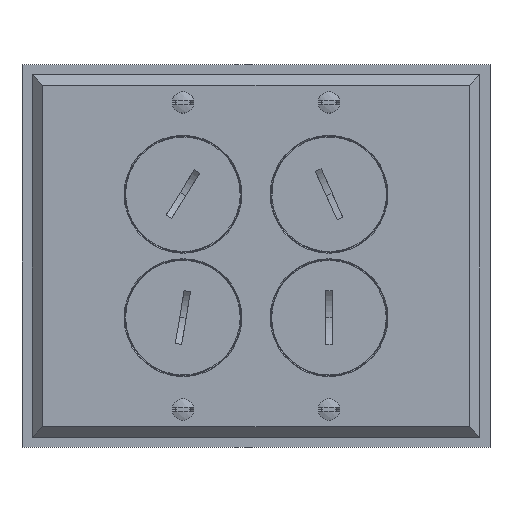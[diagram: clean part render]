
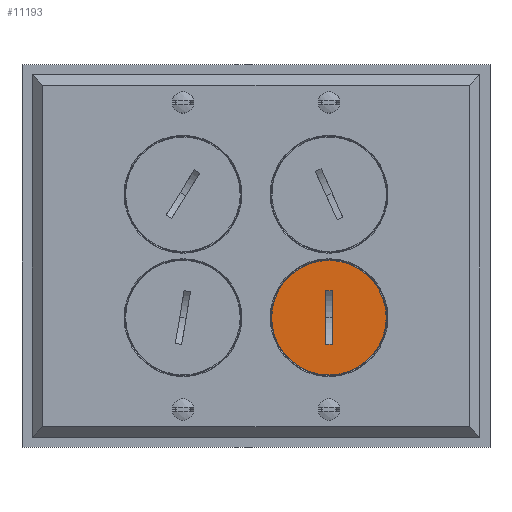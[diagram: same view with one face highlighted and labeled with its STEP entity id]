
A CAD part, top view. The second image highlights one B-rep face of the part: STEP entity #11193.
In plain terms, the highlighted planar face has unit normal (0, 0, 1).
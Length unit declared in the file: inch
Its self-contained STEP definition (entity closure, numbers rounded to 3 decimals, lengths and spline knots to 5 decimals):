
#1035 = CARTESIAN_POINT ( 'NONE',  ( 3.04172, 0.65832, 5.20007 ) ) ;
#2621 = VERTEX_POINT ( 'NONE', #26287 ) ;
#2978 = DIRECTION ( 'NONE',  ( 0., 0., -1. ) ) ;
#4001 = CARTESIAN_POINT ( 'NONE',  ( 2.96172, 1.72285, 5.20007 ) ) ;
#5150 = EDGE_LOOP ( 'NONE', ( #32298, #28959, #29850, #31126 ) ) ;
#5183 = VERTEX_POINT ( 'NONE', #32193 ) ;
#6603 = DIRECTION ( 'NONE',  ( 0., 1., 0. ) ) ;
#7211 = VERTEX_POINT ( 'NONE', #42367 ) ;
#7997 = FACE_OUTER_BOUND ( 'NONE', #8655, .T. ) ;
#8655 = EDGE_LOOP ( 'NONE', ( #9567, #34831 ) ) ;
#9567 = ORIENTED_EDGE ( 'NONE', *, *, #39656, .F. ) ;
#10303 = DIRECTION ( 'NONE',  ( -1., 0., 0. ) ) ;
#11193 = ADVANCED_FACE ( 'NONE', ( #7997, #36089 ), #18144, .F. ) ;
#11659 = CARTESIAN_POINT ( 'NONE',  ( 3.00172, 0.68113, 5.20007 ) ) ;
#12331 = VERTEX_POINT ( 'NONE', #4001 ) ;
#12935 = DIRECTION ( 'NONE',  ( 0., 1., 0. ) ) ;
#16880 = VECTOR ( 'NONE', #10303, 39.37008 ) ;
#17166 = VERTEX_POINT ( 'NONE', #19020 ) ;
#17841 = LINE ( 'NONE', #1035, #35032 ) ;
#18144 = PLANE ( 'NONE',  #19283 ) ;
#18835 = DIRECTION ( 'NONE',  ( 0., 0., -1. ) ) ;
#18985 = LINE ( 'NONE', #33019, #37753 ) ;
#19020 = CARTESIAN_POINT ( 'NONE',  ( 2.96172, 1.06141, 5.20007 ) ) ;
#19283 = AXIS2_PLACEMENT_3D ( 'NONE', #28526, #18835, #43440 ) ;
#20115 = LINE ( 'NONE', #27923, #41837 ) ;
#20327 = DIRECTION ( 'NONE',  ( 1., 0., 0. ) ) ;
#22779 = EDGE_CURVE ( 'NONE', #2621, #7211, #17841, .T. ) ;
#23161 = DIRECTION ( 'NONE',  ( 0., -1., 0. ) ) ;
#24154 = CARTESIAN_POINT ( 'NONE',  ( 3.00172, 1.39213, 5.20007 ) ) ;
#24207 = CARTESIAN_POINT ( 'NONE',  ( 3.00172, 1.39213, 5.20007 ) ) ;
#26287 = CARTESIAN_POINT ( 'NONE',  ( 3.04172, 1.06141, 5.20007 ) ) ;
#27923 = CARTESIAN_POINT ( 'NONE',  ( 3.73654, 1.06141, 5.20007 ) ) ;
#28074 = LINE ( 'NONE', #31048, #16880 ) ;
#28526 = CARTESIAN_POINT ( 'NONE',  ( 3.73654, 0.65832, 5.20007 ) ) ;
#28765 = AXIS2_PLACEMENT_3D ( 'NONE', #24154, #2978, #6603 ) ;
#28959 = ORIENTED_EDGE ( 'NONE', *, *, #38755, .F. ) ;
#29850 = ORIENTED_EDGE ( 'NONE', *, *, #22779, .F. ) ;
#31048 = CARTESIAN_POINT ( 'NONE',  ( 3.73654, 1.72285, 5.20007 ) ) ;
#31070 = VERTEX_POINT ( 'NONE', #11659 ) ;
#31126 = ORIENTED_EDGE ( 'NONE', *, *, #37126, .F. ) ;
#31894 = DIRECTION ( 'NONE',  ( 0., 1., 0. ) ) ;
#32193 = CARTESIAN_POINT ( 'NONE',  ( 3.00172, 2.10313, 5.20007 ) ) ;
#32298 = ORIENTED_EDGE ( 'NONE', *, *, #33108, .F. ) ;
#33019 = CARTESIAN_POINT ( 'NONE',  ( 2.96172, 0.65832, 5.20007 ) ) ;
#33108 = EDGE_CURVE ( 'NONE', #12331, #17166, #18985, .T. ) ;
#33153 = CIRCLE ( 'NONE', #28765, 0.711 ) ;
#33664 = AXIS2_PLACEMENT_3D ( 'NONE', #24207, #37803, #12935 ) ;
#34831 = ORIENTED_EDGE ( 'NONE', *, *, #44205, .F. ) ;
#35032 = VECTOR ( 'NONE', #31894, 39.37008 ) ;
#36089 = FACE_BOUND ( 'NONE', #5150, .T. ) ;
#37126 = EDGE_CURVE ( 'NONE', #17166, #2621, #20115, .T. ) ;
#37753 = VECTOR ( 'NONE', #23161, 39.37008 ) ;
#37803 = DIRECTION ( 'NONE',  ( 0., 0., -1. ) ) ;
#38755 = EDGE_CURVE ( 'NONE', #7211, #12331, #28074, .T. ) ;
#38811 = CIRCLE ( 'NONE', #33664, 0.711 ) ;
#39656 = EDGE_CURVE ( 'NONE', #5183, #31070, #33153, .T. ) ;
#41837 = VECTOR ( 'NONE', #20327, 39.37008 ) ;
#42367 = CARTESIAN_POINT ( 'NONE',  ( 3.04172, 1.72285, 5.20007 ) ) ;
#43440 = DIRECTION ( 'NONE',  ( 0., 1., 0. ) ) ;
#44205 = EDGE_CURVE ( 'NONE', #31070, #5183, #38811, .T. ) ;
